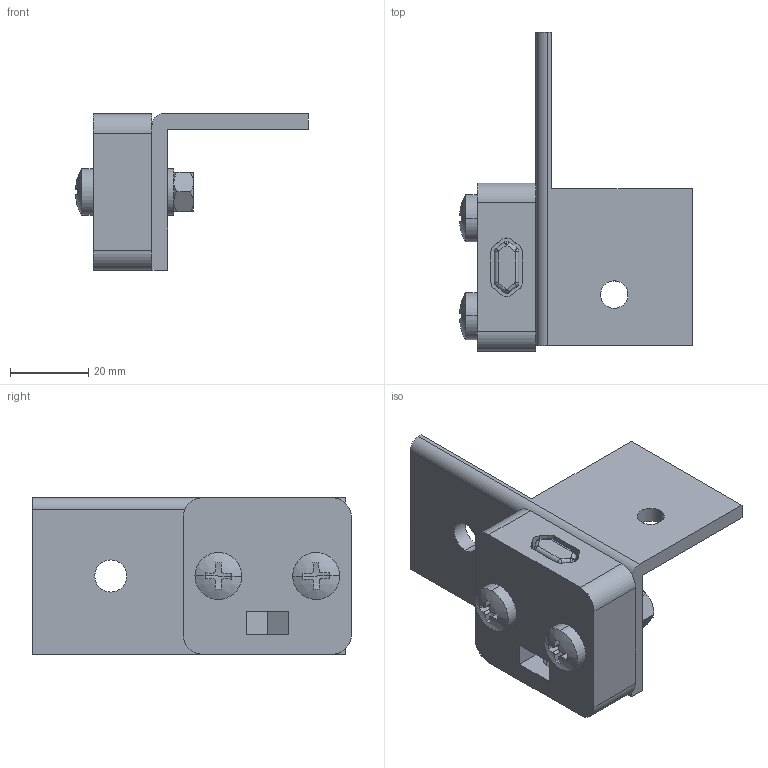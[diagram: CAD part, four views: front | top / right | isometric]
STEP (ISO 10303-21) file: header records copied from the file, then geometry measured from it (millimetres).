
FILE_DESCRIPTION (( 'STEP AP214' ), '1' );
FILE_NAME ('Tightener 2 - M3.STEP', '2015-10-26T08:23:37', ( '' ), ( '' ), 'SwSTEP 2.0', 'SolidWorks 2015', '' );
FILE_SCHEMA (( 'AUTOMOTIVE_DESIGN' ));
Length unit declared in the file: millimetre
Products named in the file (6): DIN 7985 M6x25 Grade A2f; Tightener - outer; DIN 125 6.4 Grade A; Tightener 2 - M3; Bracket for tighteners - left; DIN 934 M6 8.8
Assembly tree (8 placements, depth 2):
  Tightener 2 - M3
    Bracket for tighteners - left
    Tightener - outer
    DIN 7985 M6x25 Grade A2f  x2
    DIN 125 6.4 Grade A  x2
    DIN 934 M6 8.8  x2
Bounding box: 59.53 x 81.5 x 40 mm (x, y, z)
Volume: 43621.1 mm3; surface area: 22026.4 mm2
Topology: 9 solids, 9 shells, 219 faces, 531 edges, 334 vertices
Faces by surface type: plane 84, cylinder 75, cone 36, torus 16, sphere 8
Entity records: 5188 total; most frequent: CARTESIAN_POINT 1012, DIRECTION 885, ORIENTED_EDGE 778, EDGE_CURVE 389, AXIS2_PLACEMENT_3D 358, VERTEX_POINT 245, CIRCLE 188, EDGE_LOOP 182
